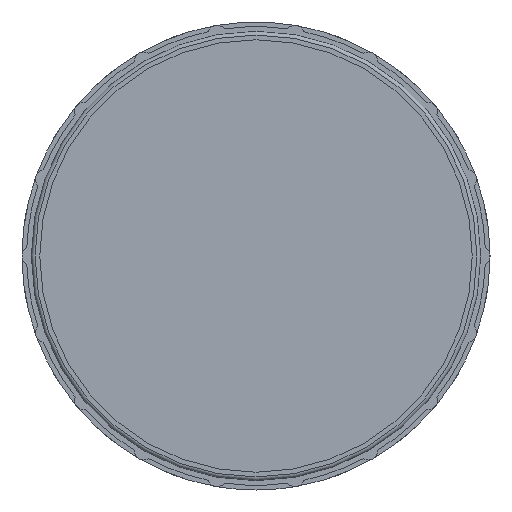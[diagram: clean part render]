
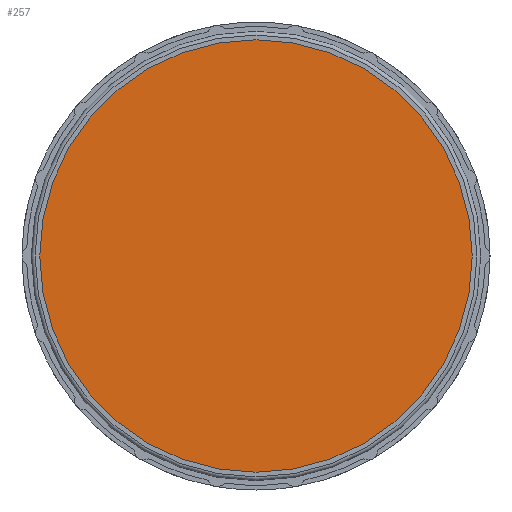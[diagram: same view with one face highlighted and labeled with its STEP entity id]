
A CAD part, left-side view. The second image highlights one B-rep face of the part: STEP entity #257.
In plain terms, the highlighted planar face has unit normal (-1, 0, 0).
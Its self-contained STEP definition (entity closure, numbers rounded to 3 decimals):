
#257 = ADVANCED_FACE( '', ( #564 ), #565, .F. );
#564 = FACE_OUTER_BOUND( '', #913, .T. );
#565 = PLANE( '', #914 );
#913 = EDGE_LOOP( '', ( #1629 ) );
#914 = AXIS2_PLACEMENT_3D( '', #1630, #1631, #1632 );
#1629 = ORIENTED_EDGE( '', *, *, #2160, .F. );
#1630 = CARTESIAN_POINT( '', ( 0., 0., 0. ) );
#1631 = DIRECTION( '', ( 1., 0., 0. ) );
#1632 = DIRECTION( '', ( 0., 0., -1. ) );
#2160 = EDGE_CURVE( '', #2631, #2631, #2632, .T. );
#2631 = VERTEX_POINT( '', #3242 );
#2632 = CIRCLE( '', #3243, 29.11 );
#3242 = CARTESIAN_POINT( '', ( 0., 0., -29.11 ) );
#3243 = AXIS2_PLACEMENT_3D( '', #3878, #3879, #3880 );
#3878 = CARTESIAN_POINT( '', ( 0., 0., 0. ) );
#3879 = DIRECTION( '', ( 1., 0., 0. ) );
#3880 = DIRECTION( '', ( 0., 0., -1. ) );
